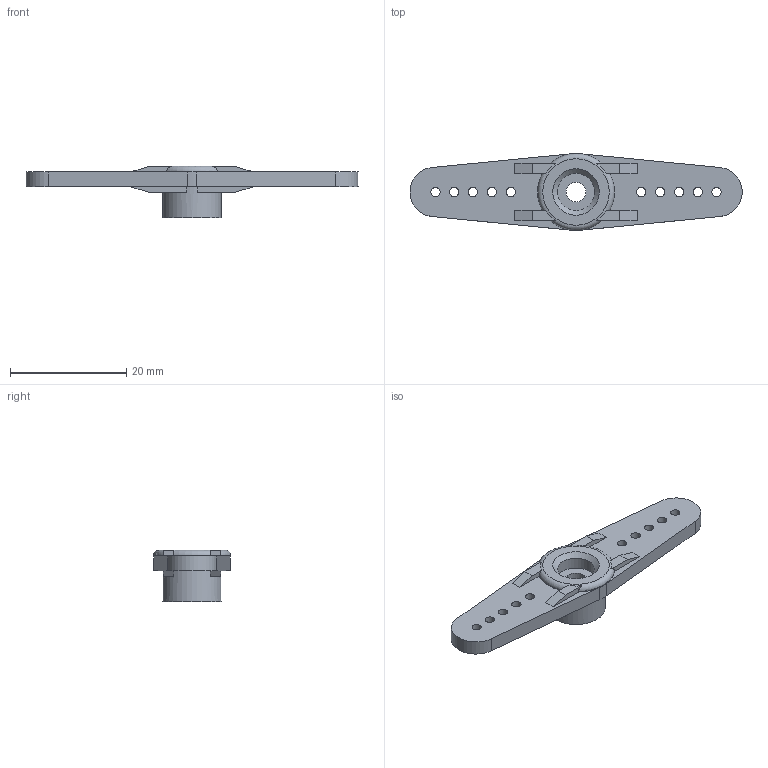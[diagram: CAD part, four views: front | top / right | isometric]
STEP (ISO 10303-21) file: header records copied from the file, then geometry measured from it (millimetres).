
FILE_DESCRIPTION(('FreeCAD Model'),'2;1');
FILE_NAME('SM-S4303R-2-arms-horn.stp', '2014-08-18T17:43:12',('FreeCAD'),('FreeCAD'), 'Open CASCADE STEP processor 6.7','FreeCAD','Unknown');
FILE_SCHEMA(('AUTOMOTIVE_DESIGN_CC2 { 1 2 10303 214 -1 1 5 4 }'));
Length unit declared in the file: millimetre
Products named in the file (1): horn-final
Bounding box: 57.17 x 13.25 x 8.92 mm (x, y, z)
Volume: 1861.3 mm3; surface area: 1971.4 mm2
Topology: 1 solids, 1 shells, 68 faces, 187 edges, 124 vertices
Faces by surface type: plane 42, cylinder 23, cone 2, torus 1
Full cylindrical faces by diameter (mm): 1.6 x10, 3.4 x1, 6 x1, 6.4 x1, 10.155 x1
Entity records: 7160 total; most frequent: CARTESIAN_POINT 3567, DIRECTION 616, ORIENTED_EDGE 374, PCURVE 374, DEFINITIONAL_REPRESENTATION 374, LINE 339, VECTOR 339, EDGE_CURVE 187
